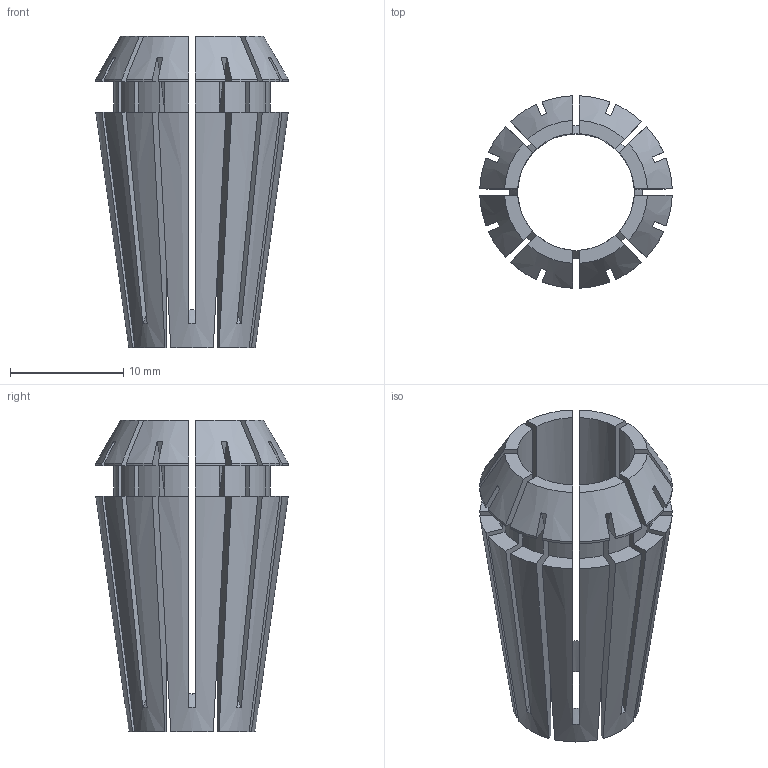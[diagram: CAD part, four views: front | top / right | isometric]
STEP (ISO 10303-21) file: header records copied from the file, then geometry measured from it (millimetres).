
FILE_DESCRIPTION (( 'STEP AP203' ), '1' );
FILE_NAME ('STP-5250-122-016-A26-0(04216-0.406).STEP', '2022-08-26T06:05:04', ( '' ), ( '' ), 'SwSTEP 2.0', 'SolidWorks 2017', '' );
FILE_SCHEMA (( 'CONFIG_CONTROL_DESIGN' ));
Length unit declared in the file: millimetre
Products named in the file (1): STP-5250-122-016-A26-0(04216-0.406)
Bounding box: 16.99 x 16.99 x 27.5 mm (x, y, z)
Volume: 1677.9 mm3; surface area: 3463.3 mm2
Topology: 1 solids, 1 shells, 147 faces, 441 edges, 294 vertices
Faces by surface type: plane 80, cylinder 50, cone 17
Entity records: 5318 total; most frequent: CARTESIAN_POINT 1316, ORIENTED_EDGE 882, DIRECTION 785, EDGE_CURVE 441, AXIS2_PLACEMENT_3D 295, VERTEX_POINT 294, LINE 195, VECTOR 195
